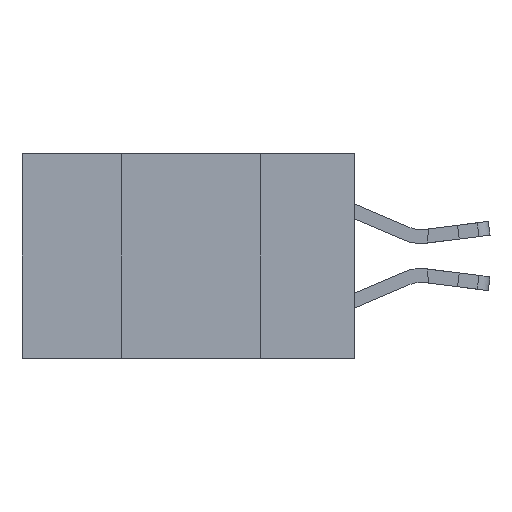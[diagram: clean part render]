
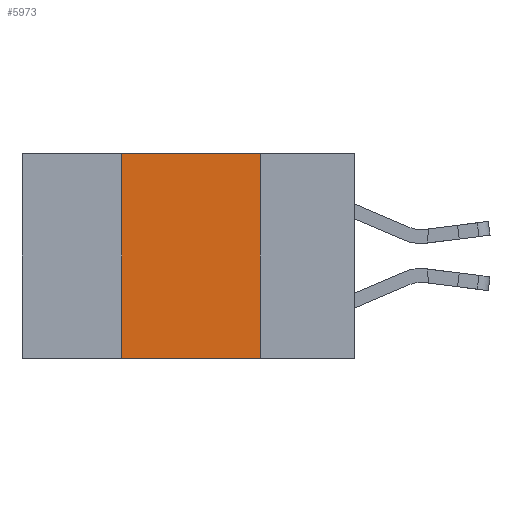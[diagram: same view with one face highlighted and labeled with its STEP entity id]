
A CAD part, left-side view. The second image highlights one B-rep face of the part: STEP entity #5973.
In plain terms, the highlighted planar face has unit normal (-1, 0, 0).
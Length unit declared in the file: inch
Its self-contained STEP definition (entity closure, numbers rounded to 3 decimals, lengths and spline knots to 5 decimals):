
#1374 = VERTEX_POINT ( 'NONE', #17294 ) ;
#1464 = DIRECTION ( 'NONE',  ( 0., -1., 0. ) ) ;
#1848 = VERTEX_POINT ( 'NONE', #2468 ) ;
#2223 = VECTOR ( 'NONE', #2563, 39.37008 ) ;
#2269 = CARTESIAN_POINT ( 'NONE',  ( 0., 0.42, 0. ) ) ;
#2468 = CARTESIAN_POINT ( 'NONE',  ( 0., 0.17, 0. ) ) ;
#2563 = DIRECTION ( 'NONE',  ( 0., 0., -1. ) ) ;
#2705 = LINE ( 'NONE', #2784, #2223 ) ;
#2784 = CARTESIAN_POINT ( 'NONE',  ( 0., 0.17, 0. ) ) ;
#3488 = VERTEX_POINT ( 'NONE', #6678 ) ;
#4417 = ORIENTED_EDGE ( 'NONE', *, *, #13657, .F. ) ;
#4596 = DIRECTION ( 'NONE',  ( 0., 0., 1. ) ) ;
#4879 = VECTOR ( 'NONE', #1464, 39.37008 ) ;
#4999 = LINE ( 'NONE', #9343, #9216 ) ;
#5228 = ORIENTED_EDGE ( 'NONE', *, *, #8119, .F. ) ;
#5240 = ORIENTED_EDGE ( 'NONE', *, *, #6551, .F. ) ;
#5973 = ADVANCED_FACE ( 'NONE', ( #19334 ), #17052, .F. ) ;
#6551 = EDGE_CURVE ( 'NONE', #1848, #1374, #2705, .T. ) ;
#6678 = CARTESIAN_POINT ( 'NONE',  ( 0., 0.42, -0.37 ) ) ;
#7637 = ORIENTED_EDGE ( 'NONE', *, *, #11704, .T. ) ;
#8119 = EDGE_CURVE ( 'NONE', #14489, #1848, #9433, .T. ) ;
#8359 = AXIS2_PLACEMENT_3D ( 'NONE', #17371, #16983, #16899 ) ;
#9216 = VECTOR ( 'NONE', #4596, 39.37008 ) ;
#9343 = CARTESIAN_POINT ( 'NONE',  ( 0., 0.42, 0. ) ) ;
#9433 = LINE ( 'NONE', #15740, #16277 ) ;
#11704 = EDGE_CURVE ( 'NONE', #3488, #1374, #12571, .T. ) ;
#12571 = LINE ( 'NONE', #15136, #4879 ) ;
#12919 = DIRECTION ( 'NONE',  ( 0., -1., 0. ) ) ;
#13657 = EDGE_CURVE ( 'NONE', #3488, #14489, #4999, .T. ) ;
#14489 = VERTEX_POINT ( 'NONE', #2269 ) ;
#15136 = CARTESIAN_POINT ( 'NONE',  ( 0., 0.6, -0.37 ) ) ;
#15740 = CARTESIAN_POINT ( 'NONE',  ( 0., 0.6, 0. ) ) ;
#16277 = VECTOR ( 'NONE', #12919, 39.37008 ) ;
#16899 = DIRECTION ( 'NONE',  ( 0., 0., -1. ) ) ;
#16983 = DIRECTION ( 'NONE',  ( 1., 0., 0. ) ) ;
#17052 = PLANE ( 'NONE',  #8359 ) ;
#17294 = CARTESIAN_POINT ( 'NONE',  ( 0., 0.17, -0.37 ) ) ;
#17371 = CARTESIAN_POINT ( 'NONE',  ( 0., 0.6, 0. ) ) ;
#18205 = EDGE_LOOP ( 'NONE', ( #5240, #5228, #4417, #7637 ) ) ;
#19334 = FACE_OUTER_BOUND ( 'NONE', #18205, .T. ) ;
